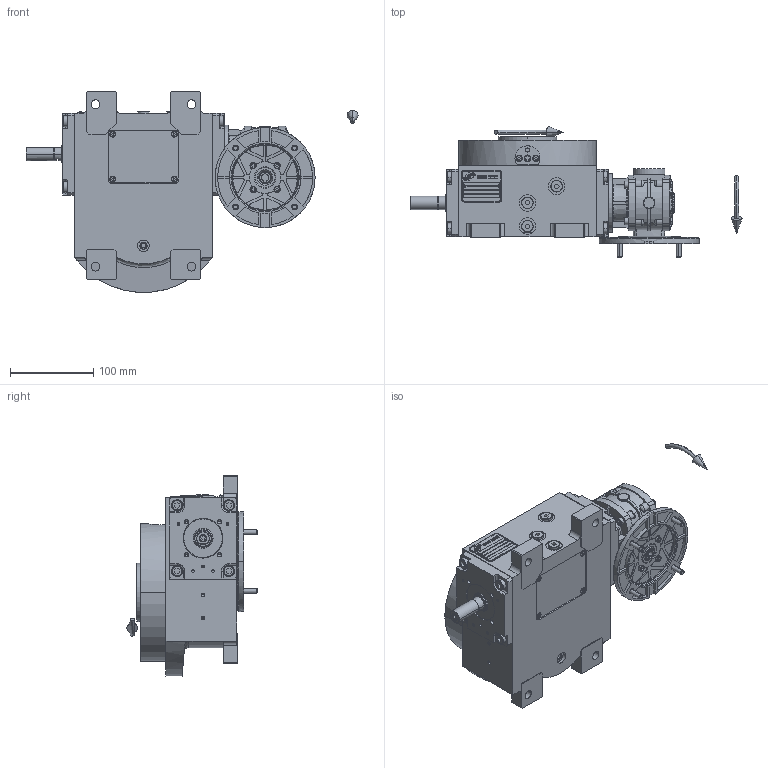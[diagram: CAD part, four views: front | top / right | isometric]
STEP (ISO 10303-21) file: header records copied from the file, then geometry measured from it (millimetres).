
FILE_DESCRIPTION (( 'STEP AP203' ), '1' );
FILE_NAME ('PC5201749.step', '2025-12-15T14:37:50', ( '' ), ( '' ), 'SwSTEP 2.0', 'SolidWorks 2020', '' );
FILE_SCHEMA (( 'CONFIG_CONTROL_DESIGN' ));
Length unit declared in the file: millimetre
Products named in the file (71): rig04_001_a; cfn2000_01_161; cfn2155_01_055; cfn2000_01_129; cfn2000_01_147; AS_cfn2476_01_001_48x38; CFN2010_02_002.stp; cfn2128_04_011; RIG04_005_AF0.stp; rig04_007_master; CFN2010_01_006.stp; AS_900_38_30_003; rig04_002_bl_009; cfn2070_05_001; PC5201749; cfn2115_02_188; cfn2276_01_065; AS_rig04_004; CFN2000_01_185.stp; cfn2205_01_012; CFN2223_01-390X6-B.stp; rig04_015; cfn2476_01_001_48x38; cfn2151_01_087; cfn2003_01_063; freccia_angolare_albero; rig04_071_8_m.stp; RIG04_005_ASM.stp; AS_rig04_002_bl_009; freccia_angolare; cfn2107_01_001; CFN2356_03_051.stp; olio_agip_blasia_150; cfn2151_01_092; cfn2077_01_018; rig04_004; cfn2104_01_016; RMI28_FL_DX_56B5; cfn2115_02_213; AS_rig04_071_8_m ...
Assembly tree (62 placements, depth 5):
  rig04_007_master
  CFN2010_01_006.stp
  PC5201749
    rig04_001_a
    AS_cfn2476_01_001_48x38
      cfn2476_01_001_48x38
      cfn2107_01_001
      cfn2107_01_001
    AS_rig04_071_8_m
      rig04_071_8_m.stp
        RIG04_005_ASM.stp
          RIG04_005_AF0.stp
          RIG06_021_AF0.stp
          CFN2000_01_185.stp
          CFN2000_01_185.stp
          CFN2104_02_017.stp
        CFN2155_01_007.stp
        CFN2010_02_002.stp
      rig04_003_8
      cfn2000_01_147
      cfn2000_01_147
      cfn2000_01_147
      cfn2000_01_147
      cfn2000_01_147
      cfn2000_01_147
      cfn2000_01_147
      cfn2000_01_147
      cfn2104_01_016  x2
    cfn2073_01_011
    AS_rig04_004
      rig04_004
      cfn2155_01_055
      cfn2070_05_001
      cfn2000_01_129  x2
      cfn2000_01_129
      cfn2000_01_129
    AS_rig04_004
      rig04_004
      cfn2155_01_055
      cfn2070_05_001
      cfn2000_01_129  x2
      cfn2000_01_129
      cfn2000_01_129
    AS_rig04_002_bl_009
      rig04_002_bl_009
      cfn2115_02_188
    cfn2128_04_011
    cfn2128_04_011
    cfn2128_04_011
    cfn2128_05_006
    AS_rig04_015
      rig04_015
      cfn2003_01_063
      cfn2003_01_063
      cfn2003_01_063
      cfn2003_01_063
    freccia_angolare_albero
    freccia_angolare
    AS_900_38_30_003
      900_38_30_003
Bounding box: 398.5 x 156.5 x 240.74 mm (x, y, z)
Volume: 1564140.2 mm3; surface area: 470142.9 mm2
Topology: 66 solids, 66 shells, 2874 faces, 7148 edges, 4559 vertices
Faces by surface type: plane 1425, cylinder 860, cone 419, torus 151, bspline 13, sphere 6
Entity records: 97507 total; most frequent: CARTESIAN_POINT 23252, DIRECTION 13906, ORIENTED_EDGE 13832, EDGE_CURVE 6916, AXIS2_PLACEMENT_3D 4952, VERTEX_POINT 4467, LINE 4002, VECTOR 4002
